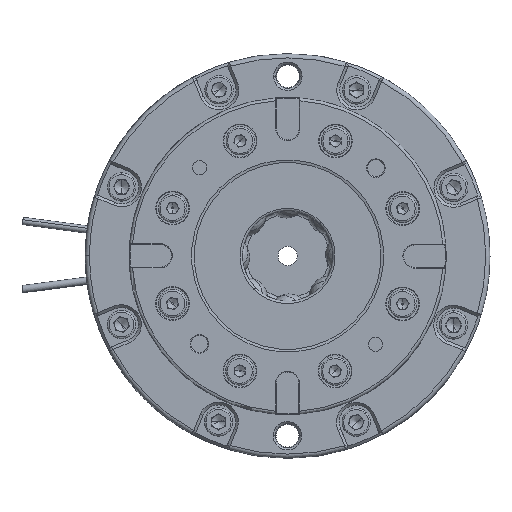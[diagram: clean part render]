
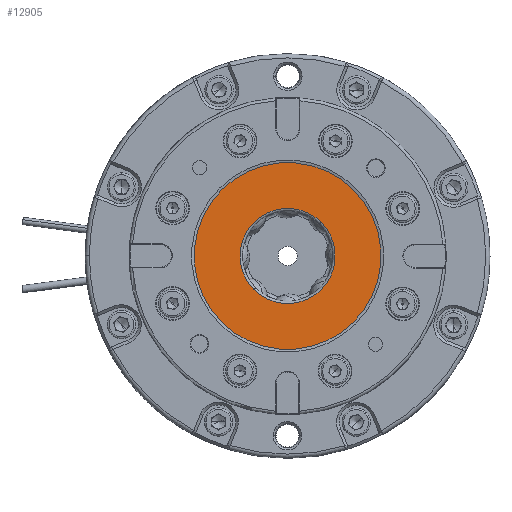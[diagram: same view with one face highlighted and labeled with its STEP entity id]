
A CAD part, left-side view. The second image highlights one B-rep face of the part: STEP entity #12905.
In plain terms, the highlighted planar face has unit normal (-1, 0, 0).
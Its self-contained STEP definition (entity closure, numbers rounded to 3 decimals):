
#5220 = DIRECTION ( 'NONE',  ( 0., 0., 1. ) ) ;
#6345 = CARTESIAN_POINT ( 'NONE',  ( 3.972, 24.119, 116.65 ) ) ;
#7557 = ORIENTED_EDGE ( 'NONE', *, *, #27994, .F. ) ;
#7897 = AXIS2_PLACEMENT_3D ( 'NONE', #6345, #32332, #23792 ) ;
#8757 = AXIS2_PLACEMENT_3D ( 'NONE', #13695, #22628, #5220 ) ;
#10924 = CARTESIAN_POINT ( 'NONE',  ( 3.972, 0.752, 139.952 ) ) ;
#12905 = ADVANCED_FACE ( 'NONE', ( #35017, #27587 ), #44847, .T. ) ;
#13695 = CARTESIAN_POINT ( 'NONE',  ( 3.972, 24.119, 116.65 ) ) ;
#18483 = EDGE_CURVE ( 'NONE', #25508, #31893, #47951, .T. ) ;
#20653 = DIRECTION ( 'NONE',  ( 0., -0.708, 0.706 ) ) ;
#21578 = AXIS2_PLACEMENT_3D ( 'NONE', #33185, #46837, #42125 ) ;
#22628 = DIRECTION ( 'NONE',  ( -1., 0., 0. ) ) ;
#23792 = DIRECTION ( 'NONE',  ( 0., 0.708, -0.706 ) ) ;
#24090 = CARTESIAN_POINT ( 'NONE',  ( 3.972, 24.119, 116.65 ) ) ;
#24642 = EDGE_LOOP ( 'NONE', ( #42840, #38929 ) ) ;
#25508 = VERTEX_POINT ( 'NONE', #55376 ) ;
#26986 = CARTESIAN_POINT ( 'NONE',  ( 3.972, 12.223, 128.513 ) ) ;
#27587 = FACE_BOUND ( 'NONE', #24642, .T. ) ;
#27994 = EDGE_CURVE ( 'NONE', #31893, #25508, #41105, .T. ) ;
#29073 = CIRCLE ( 'NONE', #21578, 16.8 ) ;
#29873 = EDGE_CURVE ( 'NONE', #46685, #53024, #49443, .T. ) ;
#31893 = VERTEX_POINT ( 'NONE', #10924 ) ;
#32332 = DIRECTION ( 'NONE',  ( 1., 0., 0. ) ) ;
#33185 = CARTESIAN_POINT ( 'NONE',  ( 3.972, 24.119, 116.65 ) ) ;
#34983 = AXIS2_PLACEMENT_3D ( 'NONE', #41787, #46680, #20653 ) ;
#35017 = FACE_OUTER_BOUND ( 'NONE', #51850, .T. ) ;
#38100 = ORIENTED_EDGE ( 'NONE', *, *, #18483, .F. ) ;
#38929 = ORIENTED_EDGE ( 'NONE', *, *, #29873, .T. ) ;
#39499 = AXIS2_PLACEMENT_3D ( 'NONE', #24090, #54027, #50466 ) ;
#41105 = CIRCLE ( 'NONE', #39499, 33. ) ;
#41222 = CARTESIAN_POINT ( 'NONE',  ( 3.972, 36.015, 104.787 ) ) ;
#41787 = CARTESIAN_POINT ( 'NONE',  ( 3.972, 24.119, 116.65 ) ) ;
#42125 = DIRECTION ( 'NONE',  ( 0., 0.708, -0.706 ) ) ;
#42840 = ORIENTED_EDGE ( 'NONE', *, *, #51574, .T. ) ;
#44847 = PLANE ( 'NONE',  #8757 ) ;
#46680 = DIRECTION ( 'NONE',  ( 1., 0., 0. ) ) ;
#46685 = VERTEX_POINT ( 'NONE', #26986 ) ;
#46837 = DIRECTION ( 'NONE',  ( 1., 0., 0. ) ) ;
#47951 = CIRCLE ( 'NONE', #34983, 33. ) ;
#49443 = CIRCLE ( 'NONE', #7897, 16.8 ) ;
#50466 = DIRECTION ( 'NONE',  ( 0., -0.708, 0.706 ) ) ;
#51574 = EDGE_CURVE ( 'NONE', #53024, #46685, #29073, .T. ) ;
#51850 = EDGE_LOOP ( 'NONE', ( #38100, #7557 ) ) ;
#53024 = VERTEX_POINT ( 'NONE', #41222 ) ;
#54027 = DIRECTION ( 'NONE',  ( 1., 0., 0. ) ) ;
#55376 = CARTESIAN_POINT ( 'NONE',  ( 3.972, 47.485, 93.347 ) ) ;
